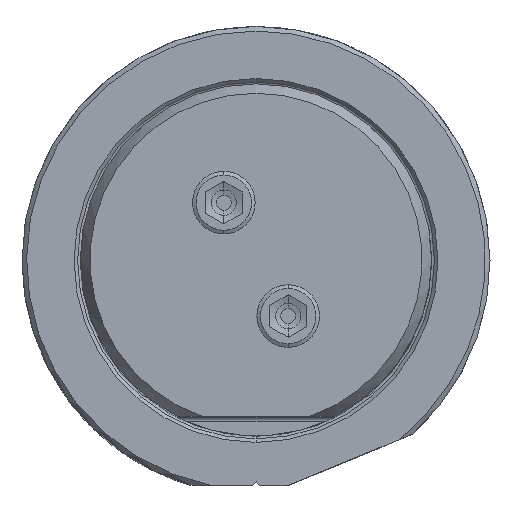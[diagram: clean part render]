
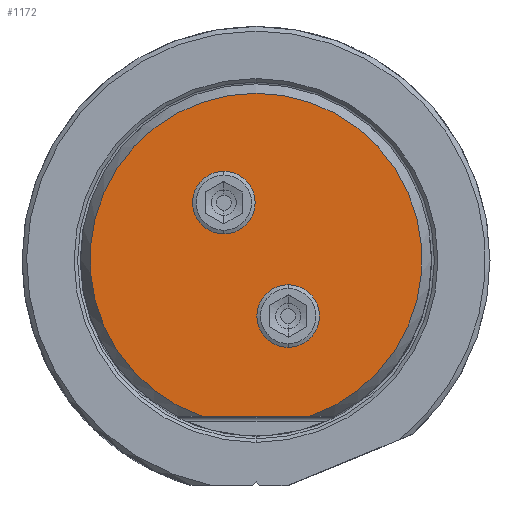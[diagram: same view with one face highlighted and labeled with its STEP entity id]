
A CAD part, top view. The second image highlights one B-rep face of the part: STEP entity #1172.
In plain terms, the highlighted planar face has unit normal (0, 0, 1).
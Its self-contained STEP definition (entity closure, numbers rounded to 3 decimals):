
#154=PLANE('',#6168);
#224=FACE_BOUND('',#1842,.T.);
#225=FACE_BOUND('',#1843,.T.);
#226=FACE_BOUND('',#1844,.T.);
#411=LINE('',#12010,#727);
#727=VECTOR('',#7339,1.);
#1172=ADVANCED_FACE('',(#224,#225,#226),#154,.T.);
#1842=EDGE_LOOP('',(#3117,#3118,#3119));
#1843=EDGE_LOOP('',(#3120,#3121));
#1844=EDGE_LOOP('',(#3122,#3123));
#3117=ORIENTED_EDGE('',*,*,#5017,.T.);
#3118=ORIENTED_EDGE('',*,*,#5020,.T.);
#3119=ORIENTED_EDGE('',*,*,#5018,.T.);
#3120=ORIENTED_EDGE('',*,*,#5023,.T.);
#3121=ORIENTED_EDGE('',*,*,#5024,.T.);
#3122=ORIENTED_EDGE('',*,*,#5025,.T.);
#3123=ORIENTED_EDGE('',*,*,#5026,.T.);
#4300=VERTEX_POINT('',#12000);
#4301=VERTEX_POINT('',#12002);
#4302=VERTEX_POINT('',#12004);
#4303=VERTEX_POINT('',#12017);
#4304=VERTEX_POINT('',#12018);
#4305=VERTEX_POINT('',#12021);
#4306=VERTEX_POINT('',#12022);
#5017=EDGE_CURVE('',#4301,#4300,#5524,.T.);
#5018=EDGE_CURVE('',#4302,#4301,#5525,.T.);
#5020=EDGE_CURVE('',#4300,#4302,#411,.T.);
#5023=EDGE_CURVE('',#4303,#4304,#5526,.T.);
#5024=EDGE_CURVE('',#4304,#4303,#5527,.T.);
#5025=EDGE_CURVE('',#4305,#4306,#5528,.T.);
#5026=EDGE_CURVE('',#4306,#4305,#5529,.T.);
#5524=CIRCLE('',#6158,18.022);
#5525=CIRCLE('',#6159,18.022);
#5526=CIRCLE('',#6164,3.4);
#5527=CIRCLE('',#6165,3.4);
#5528=CIRCLE('',#6166,3.4);
#5529=CIRCLE('',#6167,3.4);
#6158=AXIS2_PLACEMENT_3D('',#12001,#7333,#7334);
#6159=AXIS2_PLACEMENT_3D('',#12003,#7335,#7336);
#6164=AXIS2_PLACEMENT_3D('',#12016,#7348,#7349);
#6165=AXIS2_PLACEMENT_3D('',#12019,#7350,#7351);
#6166=AXIS2_PLACEMENT_3D('',#12020,#7352,#7353);
#6167=AXIS2_PLACEMENT_3D('',#12023,#7354,#7355);
#6168=AXIS2_PLACEMENT_3D('',#12024,#7356,#7357);
#7333=DIRECTION('',(0.,0.,1.));
#7334=DIRECTION('',(0.,1.,0.));
#7335=DIRECTION('',(0.,0.,1.));
#7336=DIRECTION('',(0.324,-0.946,0.));
#7339=DIRECTION('',(1.,0.,0.));
#7348=DIRECTION('',(0.,0.,-1.));
#7349=DIRECTION('',(1.,0.,0.));
#7350=DIRECTION('',(0.,0.,-1.));
#7351=DIRECTION('',(-1.,0.,0.));
#7352=DIRECTION('',(0.,0.,-1.));
#7353=DIRECTION('',(1.,0.,0.));
#7354=DIRECTION('',(0.,0.,-1.));
#7355=DIRECTION('',(-1.,0.,0.));
#7356=DIRECTION('',(0.,0.,1.));
#7357=DIRECTION('',(1.,0.,0.));
#12000=CARTESIAN_POINT('',(-5.839,-17.05,69.85));
#12001=CARTESIAN_POINT('',(0.,0.,69.85));
#12002=CARTESIAN_POINT('',(0.,18.022,69.85));
#12003=CARTESIAN_POINT('',(0.,0.,69.85));
#12004=CARTESIAN_POINT('',(5.839,-17.05,69.85));
#12010=CARTESIAN_POINT('',(-5.839,-17.05,69.85));
#12016=CARTESIAN_POINT('',(3.489,-6.157,69.85));
#12017=CARTESIAN_POINT('',(6.889,-6.157,69.85));
#12018=CARTESIAN_POINT('',(0.089,-6.157,69.85));
#12019=CARTESIAN_POINT('',(3.489,-6.157,69.85));
#12020=CARTESIAN_POINT('',(-3.489,6.157,69.85));
#12021=CARTESIAN_POINT('',(-0.089,6.157,69.85));
#12022=CARTESIAN_POINT('',(-6.889,6.157,69.85));
#12023=CARTESIAN_POINT('',(-3.489,6.157,69.85));
#12024=CARTESIAN_POINT('',(0.,0.487,69.85));
